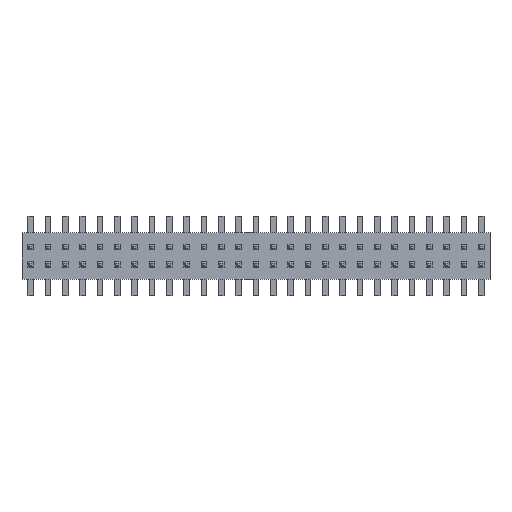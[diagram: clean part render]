
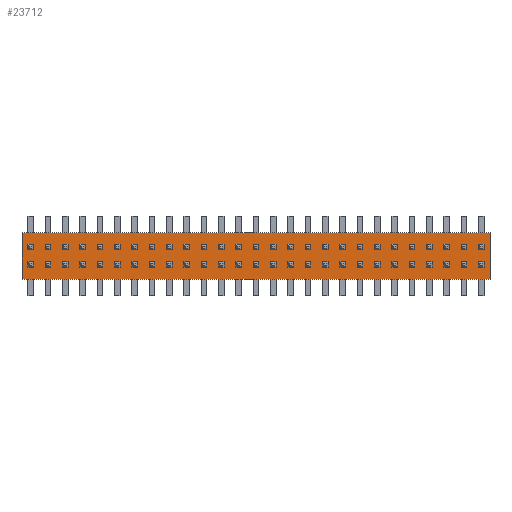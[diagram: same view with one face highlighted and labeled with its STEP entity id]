
A CAD part, top view. The second image highlights one B-rep face of the part: STEP entity #23712.
In plain terms, the highlighted face is planar.
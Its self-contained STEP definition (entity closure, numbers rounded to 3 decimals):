
#23580 = EDGE_CURVE('',#23581,#23583,#23585,.T.);
#23581 = VERTEX_POINT('',#23582);
#23582 = CARTESIAN_POINT('',(-17.145,1.753,-1.715));
#23583 = VERTEX_POINT('',#23584);
#23584 = CARTESIAN_POINT('',(-17.145,1.753,1.715));
#23585 = LINE('',#23586,#23587);
#23586 = CARTESIAN_POINT('',(-17.145,1.753,-1.715));
#23587 = VECTOR('',#23588,1.);
#23588 = DIRECTION('',(0.,0.,1.));
#23620 = EDGE_CURVE('',#23583,#23621,#23623,.T.);
#23621 = VERTEX_POINT('',#23622);
#23622 = CARTESIAN_POINT('',(17.145,1.753,1.715));
#23623 = LINE('',#23624,#23625);
#23624 = CARTESIAN_POINT('',(-17.145,1.753,1.715));
#23625 = VECTOR('',#23626,1.);
#23626 = DIRECTION('',(1.,0.,0.));
#23651 = EDGE_CURVE('',#23621,#23652,#23654,.T.);
#23652 = VERTEX_POINT('',#23653);
#23653 = CARTESIAN_POINT('',(17.145,1.753,-1.715));
#23654 = LINE('',#23655,#23656);
#23655 = CARTESIAN_POINT('',(17.145,1.753,1.715));
#23656 = VECTOR('',#23657,1.);
#23657 = DIRECTION('',(0.,0.,-1.));
#23682 = EDGE_CURVE('',#23652,#23581,#23683,.T.);
#23683 = LINE('',#23684,#23685);
#23684 = CARTESIAN_POINT('',(17.145,1.753,-1.715));
#23685 = VECTOR('',#23686,1.);
#23686 = DIRECTION('',(-1.,0.,0.));
#23712 = ADVANCED_FACE('',(#23713),#23719,.T.);
#23713 = FACE_BOUND('',#23714,.T.);
#23714 = EDGE_LOOP('',(#23715,#23716,#23717,#23718));
#23715 = ORIENTED_EDGE('',*,*,#23580,.T.);
#23716 = ORIENTED_EDGE('',*,*,#23620,.T.);
#23717 = ORIENTED_EDGE('',*,*,#23651,.T.);
#23718 = ORIENTED_EDGE('',*,*,#23682,.T.);
#23719 = PLANE('',#23720);
#23720 = AXIS2_PLACEMENT_3D('',#23721,#23722,#23723);
#23721 = CARTESIAN_POINT('',(0.,1.753,0.));
#23722 = DIRECTION('',(0.,1.,0.));
#23723 = DIRECTION('',(0.,-0.,1.));
